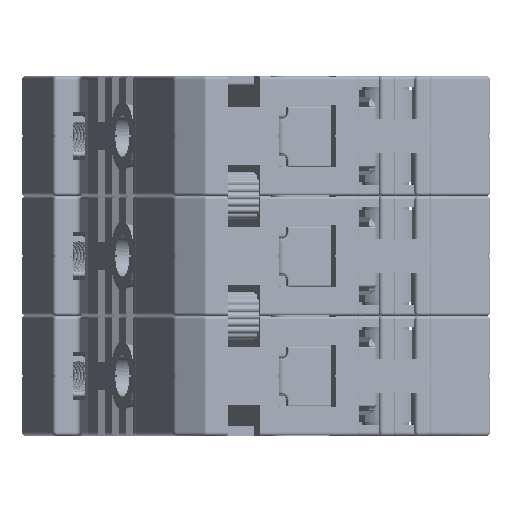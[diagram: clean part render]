
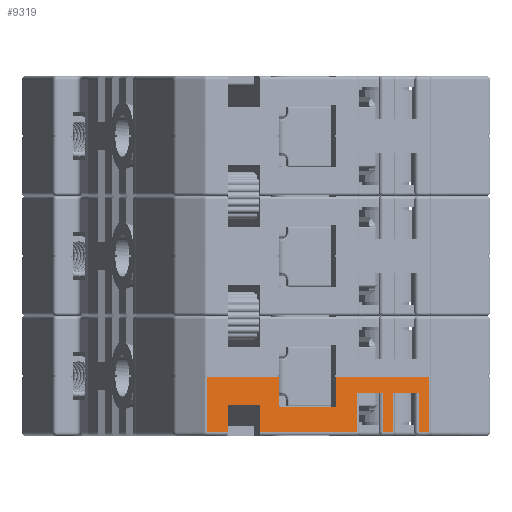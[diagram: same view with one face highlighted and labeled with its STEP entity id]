
A CAD part, front view. The second image highlights one B-rep face of the part: STEP entity #9319.
In plain terms, the highlighted planar face has unit normal (0.342, -0.94, 0).
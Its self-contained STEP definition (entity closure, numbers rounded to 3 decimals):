
#9319=ADVANCED_FACE('',(#19386),#15146,.F.);
#15146=PLANE('',#119995);
#19386=FACE_OUTER_BOUND('',#25419,.T.);
#25419=EDGE_LOOP('',(#36427,#36428,#36429,#36430,#36431,#36432,#36433,#36434,
#36435,#36436,#36437,#36438,#36439,#36440,#36441,#36442,#36443,#36444,#36445,
#36446));
#36427=ORIENTED_EDGE('',*,*,#79381,.F.);
#36428=ORIENTED_EDGE('',*,*,#79382,.T.);
#36429=ORIENTED_EDGE('',*,*,#79383,.F.);
#36430=ORIENTED_EDGE('',*,*,#79384,.F.);
#36431=ORIENTED_EDGE('',*,*,#79385,.F.);
#36432=ORIENTED_EDGE('',*,*,#79386,.F.);
#36433=ORIENTED_EDGE('',*,*,#79387,.T.);
#36434=ORIENTED_EDGE('',*,*,#79388,.F.);
#36435=ORIENTED_EDGE('',*,*,#79389,.F.);
#36436=ORIENTED_EDGE('',*,*,#79390,.T.);
#36437=ORIENTED_EDGE('',*,*,#79391,.T.);
#36438=ORIENTED_EDGE('',*,*,#79392,.T.);
#36439=ORIENTED_EDGE('',*,*,#79393,.T.);
#36440=ORIENTED_EDGE('',*,*,#79394,.T.);
#36441=ORIENTED_EDGE('',*,*,#79395,.T.);
#36442=ORIENTED_EDGE('',*,*,#79396,.T.);
#36443=ORIENTED_EDGE('',*,*,#79397,.T.);
#36444=ORIENTED_EDGE('',*,*,#79398,.T.);
#36445=ORIENTED_EDGE('',*,*,#79399,.T.);
#36446=ORIENTED_EDGE('',*,*,#79400,.T.);
#67293=VERTEX_POINT('',#184674);
#67294=VERTEX_POINT('',#184675);
#67295=VERTEX_POINT('',#184677);
#67296=VERTEX_POINT('',#184679);
#67297=VERTEX_POINT('',#184681);
#67298=VERTEX_POINT('',#184683);
#67299=VERTEX_POINT('',#184685);
#67300=VERTEX_POINT('',#184687);
#67301=VERTEX_POINT('',#184689);
#67302=VERTEX_POINT('',#184691);
#67303=VERTEX_POINT('',#184693);
#67304=VERTEX_POINT('',#184695);
#67305=VERTEX_POINT('',#184697);
#67306=VERTEX_POINT('',#184699);
#67307=VERTEX_POINT('',#184701);
#67308=VERTEX_POINT('',#184703);
#67309=VERTEX_POINT('',#184705);
#67310=VERTEX_POINT('',#184707);
#67311=VERTEX_POINT('',#184709);
#67312=VERTEX_POINT('',#184711);
#79381=EDGE_CURVE('',#67293,#67294,#95549,.T.);
#79382=EDGE_CURVE('',#67293,#67295,#95550,.T.);
#79383=EDGE_CURVE('',#67296,#67295,#95551,.T.);
#79384=EDGE_CURVE('',#67297,#67296,#95552,.T.);
#79385=EDGE_CURVE('',#67298,#67297,#95553,.T.);
#79386=EDGE_CURVE('',#67299,#67298,#95554,.T.);
#79387=EDGE_CURVE('',#67299,#67300,#95555,.T.);
#79388=EDGE_CURVE('',#67301,#67300,#95556,.T.);
#79389=EDGE_CURVE('',#67302,#67301,#95557,.T.);
#79390=EDGE_CURVE('',#67302,#67303,#95558,.T.);
#79391=EDGE_CURVE('',#67303,#67304,#95559,.T.);
#79392=EDGE_CURVE('',#67304,#67305,#95560,.T.);
#79393=EDGE_CURVE('',#67305,#67306,#95561,.T.);
#79394=EDGE_CURVE('',#67306,#67307,#95562,.T.);
#79395=EDGE_CURVE('',#67307,#67308,#95563,.T.);
#79396=EDGE_CURVE('',#67308,#67309,#95564,.T.);
#79397=EDGE_CURVE('',#67309,#67310,#95565,.T.);
#79398=EDGE_CURVE('',#67310,#67311,#95566,.T.);
#79399=EDGE_CURVE('',#67311,#67312,#95567,.T.);
#79400=EDGE_CURVE('',#67312,#67294,#95568,.T.);
#95549=LINE('',#184673,#107831);
#95550=LINE('',#184676,#107832);
#95551=LINE('',#184678,#107833);
#95552=LINE('',#184680,#107834);
#95553=LINE('',#184682,#107835);
#95554=LINE('',#184684,#107836);
#95555=LINE('',#184686,#107837);
#95556=LINE('',#184688,#107838);
#95557=LINE('',#184690,#107839);
#95558=LINE('',#184692,#107840);
#95559=LINE('',#184694,#107841);
#95560=LINE('',#184696,#107842);
#95561=LINE('',#184698,#107843);
#95562=LINE('',#184700,#107844);
#95563=LINE('',#184702,#107845);
#95564=LINE('',#184704,#107846);
#95565=LINE('',#184706,#107847);
#95566=LINE('',#184708,#107848);
#95567=LINE('',#184710,#107849);
#95568=LINE('',#184712,#107850);
#107831=VECTOR('',#133925,1.);
#107832=VECTOR('',#133926,1.);
#107833=VECTOR('',#133927,1.);
#107834=VECTOR('',#133928,1.);
#107835=VECTOR('',#133929,1.);
#107836=VECTOR('',#133930,1.);
#107837=VECTOR('',#133931,1.);
#107838=VECTOR('',#133932,1.);
#107839=VECTOR('',#133933,1.);
#107840=VECTOR('',#133934,1.);
#107841=VECTOR('',#133935,1.);
#107842=VECTOR('',#133936,1.);
#107843=VECTOR('',#133937,1.);
#107844=VECTOR('',#133938,1.);
#107845=VECTOR('',#133939,1.);
#107846=VECTOR('',#133940,1.);
#107847=VECTOR('',#133941,1.);
#107848=VECTOR('',#133942,1.);
#107849=VECTOR('',#133943,1.);
#107850=VECTOR('',#133944,1.);
#119995=AXIS2_PLACEMENT_3D('',#184713,#133945,#133946);
#133925=DIRECTION('',(0.94,0.342,0.));
#133926=DIRECTION('',(0.,0.,-1.));
#133927=DIRECTION('',(0.94,0.342,0.));
#133928=DIRECTION('',(0.,0.,-1.));
#133929=DIRECTION('',(0.94,0.342,0.));
#133930=DIRECTION('',(0.,0.,1.));
#133931=DIRECTION('',(0.94,0.342,0.));
#133932=DIRECTION('',(0.,0.,-1.));
#133933=DIRECTION('',(-0.94,-0.342,0.));
#133934=DIRECTION('',(0.,0.,-1.));
#133935=DIRECTION('',(0.94,0.342,0.));
#133936=DIRECTION('',(0.,0.,1.));
#133937=DIRECTION('',(0.94,0.342,0.));
#133938=DIRECTION('',(0.,0.,-1.));
#133939=DIRECTION('',(0.94,0.342,0.));
#133940=DIRECTION('',(0.,0.,1.));
#133941=DIRECTION('',(0.94,0.342,0.));
#133942=DIRECTION('',(0.,0.,-1.));
#133943=DIRECTION('',(0.94,0.342,0.));
#133944=DIRECTION('',(0.,0.,1.));
#133945=DIRECTION('',(-0.342,0.94,0.));
#133946=DIRECTION('',(0.,0.,-1.));
#184673=CARTESIAN_POINT('',(87320.425,-71501.479,45879.989));
#184674=CARTESIAN_POINT('',(87320.425,-71501.479,45879.989));
#184675=CARTESIAN_POINT('',(87333.969,-71496.55,45879.989));
#184676=CARTESIAN_POINT('',(87320.425,-71501.479,45875.689));
#184677=CARTESIAN_POINT('',(87320.425,-71501.479,45875.689));
#184678=CARTESIAN_POINT('',(87320.425,-71501.479,45875.689));
#184679=CARTESIAN_POINT('',(87312.171,-71504.483,45875.689));
#184680=CARTESIAN_POINT('',(87312.171,-71504.483,45875.689));
#184681=CARTESIAN_POINT('',(87312.171,-71504.483,45879.989));
#184682=CARTESIAN_POINT('',(87301.755,-71508.274,45879.989));
#184683=CARTESIAN_POINT('',(87301.755,-71508.274,45879.989));
#184684=CARTESIAN_POINT('',(87301.755,-71508.274,45872.989));
#184685=CARTESIAN_POINT('',(87301.755,-71508.274,45871.989));
#184686=CARTESIAN_POINT('',(87301.755,-71508.274,45871.989));
#184687=CARTESIAN_POINT('',(87304.822,-71507.158,45871.989));
#184688=CARTESIAN_POINT('',(87304.822,-71507.158,45858.708));
#184689=CARTESIAN_POINT('',(87304.822,-71507.158,45875.989));
#184690=CARTESIAN_POINT('',(87304.822,-71507.158,45875.989));
#184691=CARTESIAN_POINT('',(87309.427,-71505.482,45875.989));
#184692=CARTESIAN_POINT('',(87309.427,-71505.482,45858.708));
#184693=CARTESIAN_POINT('',(87309.427,-71505.482,45871.989));
#184694=CARTESIAN_POINT('',(87309.427,-71505.482,45871.989));
#184695=CARTESIAN_POINT('',(87323.536,-71500.347,45871.989));
#184696=CARTESIAN_POINT('',(87323.536,-71500.347,45872.989));
#184697=CARTESIAN_POINT('',(87323.536,-71500.347,45877.689));
#184698=CARTESIAN_POINT('',(87326.684,-71499.201,45877.689));
#184699=CARTESIAN_POINT('',(87327.355,-71498.957,45877.689));
#184700=CARTESIAN_POINT('',(87327.355,-71498.957,45872.989));
#184701=CARTESIAN_POINT('',(87327.355,-71498.957,45871.989));
#184702=CARTESIAN_POINT('',(87326.684,-71499.201,45871.989));
#184703=CARTESIAN_POINT('',(87328.704,-71498.466,45871.989));
#184704=CARTESIAN_POINT('',(87328.704,-71498.466,45872.989));
#184705=CARTESIAN_POINT('',(87328.704,-71498.466,45877.689));
#184706=CARTESIAN_POINT('',(87331.852,-71497.32,45877.689));
#184707=CARTESIAN_POINT('',(87332.523,-71497.076,45877.689));
#184708=CARTESIAN_POINT('',(87332.523,-71497.076,45872.989));
#184709=CARTESIAN_POINT('',(87332.523,-71497.076,45871.989));
#184710=CARTESIAN_POINT('',(87331.852,-71497.32,45871.989));
#184711=CARTESIAN_POINT('',(87333.969,-71496.55,45871.989));
#184712=CARTESIAN_POINT('',(87333.969,-71496.55,45872.989));
#184713=CARTESIAN_POINT('',(87333.969,-71496.55,45872.989));
